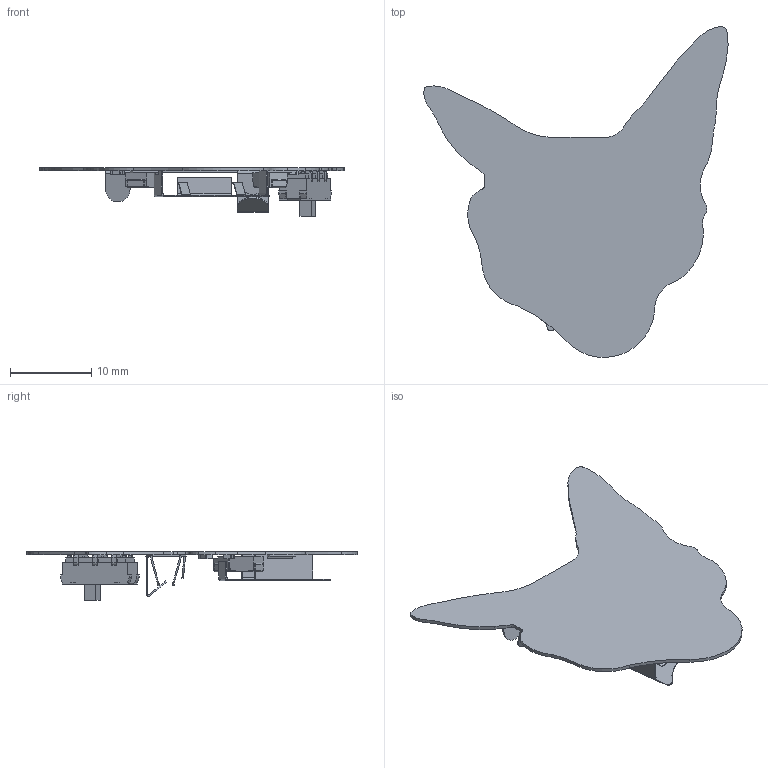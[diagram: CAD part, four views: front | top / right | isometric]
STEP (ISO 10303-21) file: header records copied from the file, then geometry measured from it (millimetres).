
FILE_DESCRIPTION(('Open CASCADE Model'),'2;1');
FILE_NAME('Open CASCADE Shape Model','2024-05-10T18:00:51',('Author'),( 'Open CASCADE'),'Open CASCADE STEP processor 7.5','Open CASCADE 7.5' ,'Unknown');
FILE_SCHEMA(('AUTOMOTIVE_DESIGN { 1 0 10303 214 1 1 1 1 }'));
Length unit declared in the file: millimetre
Products named in the file (14): PCB; Board; Open CASCADE STEP translator 7.5 2.1.1; BAT1; User Library-BK-885-TR; SB1; JS202011JCQN; Pin1; bar-pin; R2; CircuitWorks-RESISTOR 0603; R1; Free-Models; User Library-Led_3528_SingleColor
Assembly tree (15 placements, depth 3):
  PCB
    Board
      Open CASCADE STEP translator 7.5 2.1.1
    BAT1
      User Library-BK-885-TR
    SB1
      JS202011JCQN
    Pin1
      bar-pin
    R2
      CircuitWorks-RESISTOR 0603
    R1
      CircuitWorks-RESISTOR 0603
    Free-Models
      User Library-Led_3528_SingleColor  x2
Bounding box: 37.36 x 40.65 x 6.01 mm (x, y, z)
Volume: 477.5 mm3; surface area: 2628 mm2
Topology: 7 solids, 8 shells, 574 faces, 1553 edges, 1006 vertices
Faces by surface type: plane 389, cylinder 133, extrusion 47, torus 5
Entity records: 18105 total; most frequent: CARTESIAN_POINT 3639, ORIENTED_EDGE 2714, DIRECTION 2495, EDGE_CURVE 1378, VECTOR 1053, LINE 1006, VERTEX_POINT 890, AXIS2_PLACEMENT_3D 721
